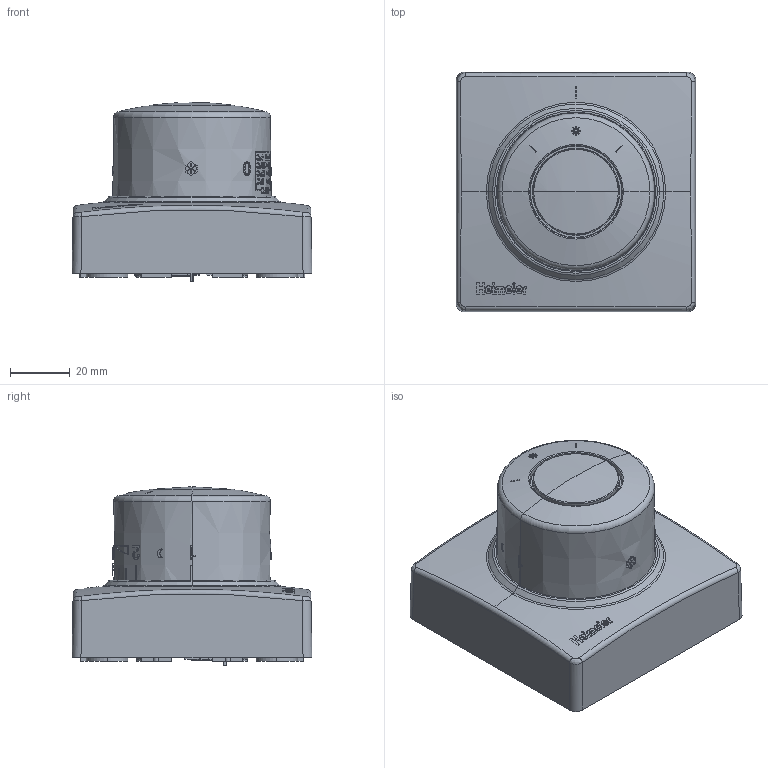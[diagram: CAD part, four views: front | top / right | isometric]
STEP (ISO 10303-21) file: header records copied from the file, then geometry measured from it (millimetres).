
FILE_DESCRIPTION((''),'2;1');
FILE_NAME('2801-00-000-EINST_SW0001','2015-03-16T',('marann'),(''),'PRO/ENGINEER BY PARAMETRIC TECHNOLOGY CORPORATION, 2011490','PRO/ENGINEER BY PARAMETRIC TECHNOLOGY CORPORATION, 2011490','');
FILE_SCHEMA(('CONFIG_CONTROL_DESIGN'));
Length unit declared in the file: millimetre
Products named in the file (1): 2801-00-000-EINST_SW0001
Bounding box: 80.6 x 80.6 x 60.16 mm (x, y, z)
Volume: 66004.4 mm3; surface area: 73569 mm2
Topology: 40 solids, 40 shells, 2637 faces, 7425 edges, 4854 vertices
Faces by surface type: plane 891, bspline 681, cylinder 495, cone 388, torus 128, sphere 35, extrusion 19
Entity records: 109667 total; most frequent: CARTESIAN_POINT 45117, ORIENTED_EDGE 14842, DIRECTION 11548, EDGE_CURVE 7421, VERTEX_POINT 4854, AXIS2_PLACEMENT_3D 3922, VECTOR 3704, LINE 3685
